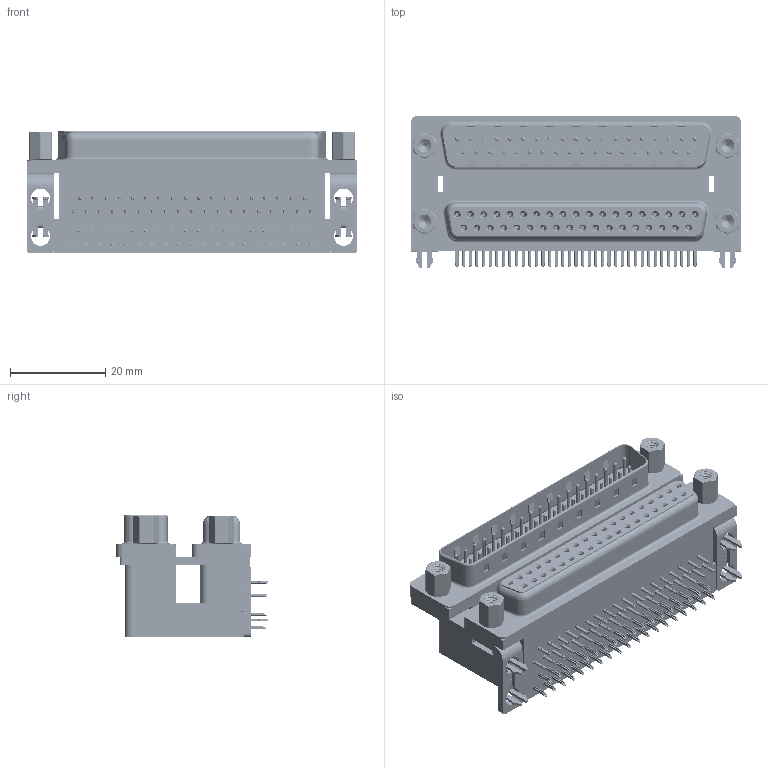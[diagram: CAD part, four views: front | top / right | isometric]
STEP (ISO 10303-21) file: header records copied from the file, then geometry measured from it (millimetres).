
FILE_DESCRIPTION (( 'STEP AP203' ), '1' );
FILE_NAME ('663-037-264-033.STEP', '2022-06-18T02:58:22', ( '' ), ( '' ), 'SwSTEP 2.0', 'SolidWorks 2020', '' );
FILE_SCHEMA (( 'CONFIG_CONTROL_DESIGN' ));
Length unit declared in the file: millimetre
Products named in the file (14): 663 Shell Plug_37 Contacts; 663 Mounting Bracket_2ProngL; 663 Contact Bottom Upper_L; 663 Housing Spacer_37 Contacts L; 663-037-264-033; 663 2 Prong Board Lock_3; 663 Contact Top Lower; 663 Contact Top Upper_L; 663 Threaded Rivet_4-40; 663 Housing Upper_37 Contacts L; 663 Contact Bottom Lower; 663 Housing Lower_37 Contacts; 663 Shell Receptacle_37 Contacts; 663 4-40 Hex Standoff 5
Assembly tree (91 placements, depth 2):
  663-037-264-033
    663 Housing Lower_37 Contacts
    663 Housing Spacer_37 Contacts L
    663 Housing Upper_37 Contacts L
    663 Shell Receptacle_37 Contacts
    663 Shell Plug_37 Contacts
    663 Contact Bottom Lower  x18
    663 Contact Top Lower  x19
    663 Contact Bottom Upper_L  x18
    663 Contact Top Upper_L  x19
    663 Mounting Bracket_2ProngL  x2
    663 2 Prong Board Lock_3  x2
    663 Threaded Rivet_4-40  x4
    663 4-40 Hex Standoff 5  x4
Bounding box: 69.32 x 31.93 x 25.6 mm (x, y, z)
Volume: 30342.7 mm3; surface area: 32407.2 mm2
Topology: 91 solids, 91 shells, 9349 faces, 24163 edges, 15113 vertices
Faces by surface type: plane 4887, cylinder 2371, bspline 1296, cone 504, torus 291
Entity records: 74988 total; most frequent: CARTESIAN_POINT 19470, ORIENTED_EDGE 10804, DIRECTION 10321, EDGE_CURVE 5402, LINE 4001, VECTOR 4001, VERTEX_POINT 3489, AXIS2_PLACEMENT_3D 3160
